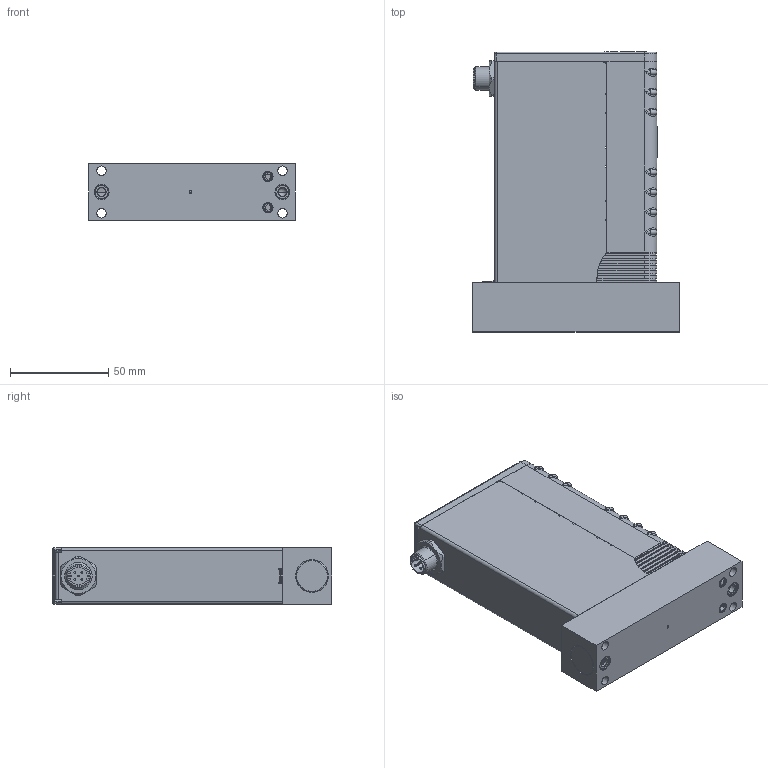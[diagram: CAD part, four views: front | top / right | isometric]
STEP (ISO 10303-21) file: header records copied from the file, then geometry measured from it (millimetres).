
FILE_DESCRIPTION((''),'2;1');
FILE_NAME('PFCA_CSEAL_DNET_NOM-OPEN','2010-07-02T',('cockrofm'),('MKS Instruments, Inc.'),'PRO/ENGINEER BY PARAMETRIC TECHNOLOGY CORPORATION, 2009060','PRO/ENGINEER BY PARAMETRIC TECHNOLOGY CORPORATION, 2009060','');
FILE_SCHEMA(('CONFIG_CONTROL_DESIGN'));
Length unit declared in the file: inch
Products named in the file (1): PFCA_CSEAL_DNET_NOM-OPEN
Bounding box: 104.9 x 142.37 x 28.57 mm (x, y, z)
Surface area: 46541.4 mm2 (no closed solid volume)
Topology: 0 solids, 40 shells, 381 faces, 1255 edges, 910 vertices
Faces by surface type: plane 120, cylinder 120, bspline 84, cone 35, torus 20, sphere 2
Entity records: 17113 total; most frequent: CARTESIAN_POINT 7163, ORIENTED_EDGE 1947, DIRECTION 1772, EDGE_CURVE 1252, VERTEX_POINT 910, VECTOR 596, LINE 596, AXIS2_PLACEMENT_3D 588
